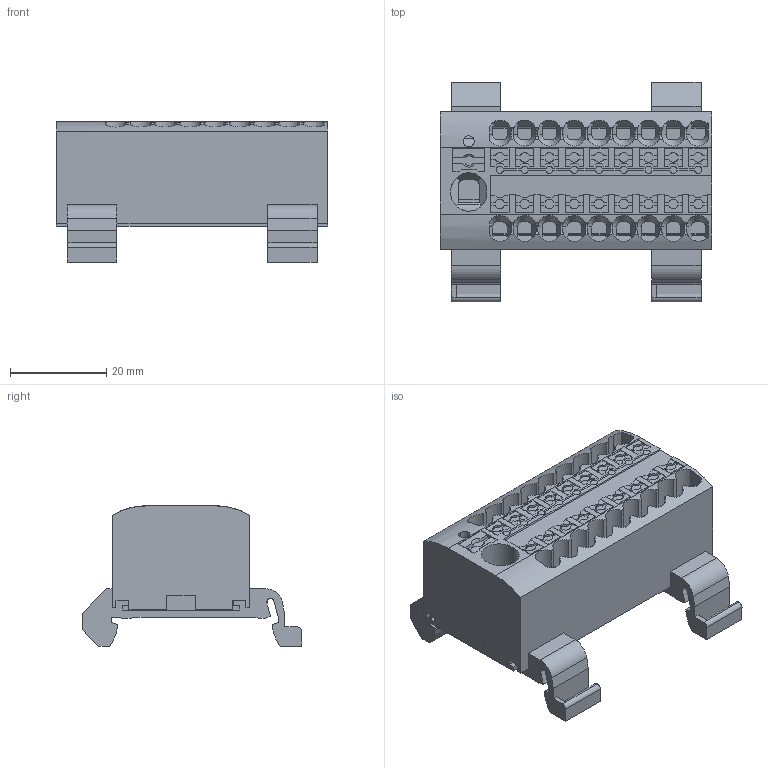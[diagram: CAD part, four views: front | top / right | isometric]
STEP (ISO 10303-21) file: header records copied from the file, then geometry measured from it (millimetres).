
FILE_DESCRIPTION(('Creo Elements/Direct Modeling STEP Export'),'2;1');
FILE_NAME('model.stp','2020-11-26T13:04:48',(''),(''),'Creo Elements/Direct Modeling STEP processor for AP214 (Solid Model)','Creo Elements/Direct Modeling 20.1A 29-Sep-2018 (C) Parametric Technology GmbH','');
FILE_SCHEMA(('AUTOMOTIVE_DESIGN { 1 0 10303 214 1 1 1 1 }'));
Products named in the file (2): PTFIX_6_18X2.5_NS35A_BU-Select
Assembly tree (1 placements, depth 2):
  PTFIX_6_18X2.5_NS35A_BU-Select
    PTFIX_6_18X2.5_NS35A_BU-Select
Bounding box: 56.45 x 45.7 x 29.2 mm (x, y, z)
Volume: 32458.4 mm3; surface area: 13268 mm2
Topology: 1 solids, 1 shells, 910 faces, 2733 edges, 1840 vertices
Faces by surface type: plane 710, cylinder 164, cone 20, extrusion 16
Entity records: 52609 total; most frequent: CARTESIAN_POINT 20675, ORIENTED_EDGE 5466, DIRECTION 4480, EDGE_CURVE 2733, VECTOR 2126, LINE 2098, VERTEX_POINT 1840, AXIS2_PLACEMENT_3D 1177
